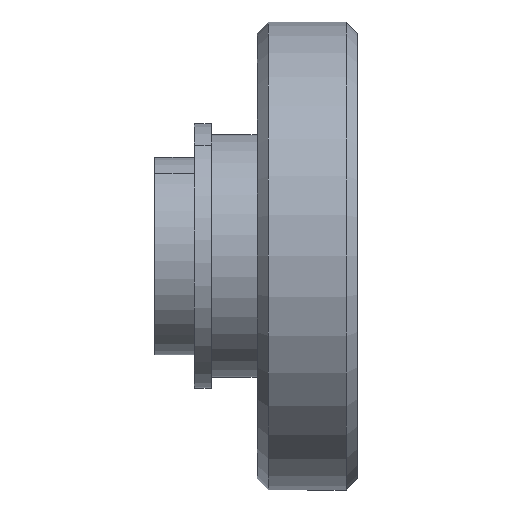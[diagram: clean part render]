
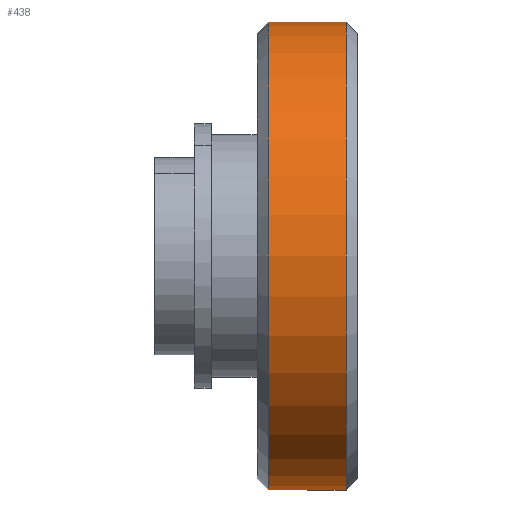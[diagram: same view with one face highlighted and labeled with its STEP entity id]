
A CAD part, left-side view. The second image highlights one B-rep face of the part: STEP entity #438.
In plain terms, the highlighted cylindrical face has radius 16.891 mm (diameter 33.782 mm), a partial arc.
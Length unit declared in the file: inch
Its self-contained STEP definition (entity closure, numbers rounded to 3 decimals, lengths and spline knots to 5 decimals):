
#17 = LINE ( 'NONE', #1899, #665 ) ;
#66 = VERTEX_POINT ( 'NONE', #1596 ) ;
#122 = ORIENTED_EDGE ( 'NONE', *, *, #816, .F. ) ;
#144 = ORIENTED_EDGE ( 'NONE', *, *, #1311, .T. ) ;
#186 = VERTEX_POINT ( 'NONE', #1017 ) ;
#224 = CARTESIAN_POINT ( 'NONE',  ( 0., -0.182, -0.665 ) ) ;
#405 = VERTEX_POINT ( 'NONE', #224 ) ;
#438 = ADVANCED_FACE ( 'NONE', ( #1382 ), #1888, .T. ) ;
#509 = CIRCLE ( 'NONE', #1590, 0.665 ) ;
#527 = CIRCLE ( 'NONE', #1109, 0.665 ) ;
#650 = DIRECTION ( 'NONE',  ( 0., 1., 0. ) ) ;
#665 = VECTOR ( 'NONE', #862, 39.37008 ) ;
#676 = CARTESIAN_POINT ( 'NONE',  ( 0., -0.15, 0. ) ) ;
#721 = DIRECTION ( 'NONE',  ( 0., 0., 1. ) ) ;
#742 = ORIENTED_EDGE ( 'NONE', *, *, #1336, .T. ) ;
#816 = EDGE_CURVE ( 'NONE', #405, #1600, #509, .T. ) ;
#862 = DIRECTION ( 'NONE',  ( 0., 1., 0. ) ) ;
#911 = CARTESIAN_POINT ( 'NONE',  ( 0., -0.403, 0. ) ) ;
#980 = VECTOR ( 'NONE', #650, 39.37008 ) ;
#1017 = CARTESIAN_POINT ( 'NONE',  ( 0., -0.403, -0.665 ) ) ;
#1095 = CARTESIAN_POINT ( 'NONE',  ( 0., -0.182, 0.665 ) ) ;
#1109 = AXIS2_PLACEMENT_3D ( 'NONE', #911, #1942, #721 ) ;
#1311 = EDGE_CURVE ( 'NONE', #66, #1600, #17, .T. ) ;
#1314 = CARTESIAN_POINT ( 'NONE',  ( 0., -0.15, -0.665 ) ) ;
#1336 = EDGE_CURVE ( 'NONE', #186, #66, #527, .T. ) ;
#1361 = DIRECTION ( 'NONE',  ( 0., 0., 1. ) ) ;
#1382 = FACE_OUTER_BOUND ( 'NONE', #2109, .T. ) ;
#1466 = DIRECTION ( 'NONE',  ( 0., 0., 1. ) ) ;
#1590 = AXIS2_PLACEMENT_3D ( 'NONE', #1798, #1985, #1466 ) ;
#1596 = CARTESIAN_POINT ( 'NONE',  ( 0., -0.403, 0.665 ) ) ;
#1600 = VERTEX_POINT ( 'NONE', #1095 ) ;
#1658 = LINE ( 'NONE', #1314, #980 ) ;
#1699 = DIRECTION ( 'NONE',  ( 0., 1., 0. ) ) ;
#1757 = EDGE_CURVE ( 'NONE', #186, #405, #1658, .T. ) ;
#1767 = ORIENTED_EDGE ( 'NONE', *, *, #1757, .F. ) ;
#1798 = CARTESIAN_POINT ( 'NONE',  ( 0., -0.182, 0. ) ) ;
#1812 = AXIS2_PLACEMENT_3D ( 'NONE', #676, #1699, #1361 ) ;
#1888 = CYLINDRICAL_SURFACE ( 'NONE', #1812, 0.665 ) ;
#1899 = CARTESIAN_POINT ( 'NONE',  ( 0., -0.15, 0.665 ) ) ;
#1942 = DIRECTION ( 'NONE',  ( 0., 1., 0. ) ) ;
#1985 = DIRECTION ( 'NONE',  ( 0., 1., 0. ) ) ;
#2109 = EDGE_LOOP ( 'NONE', ( #1767, #742, #144, #122 ) ) ;
